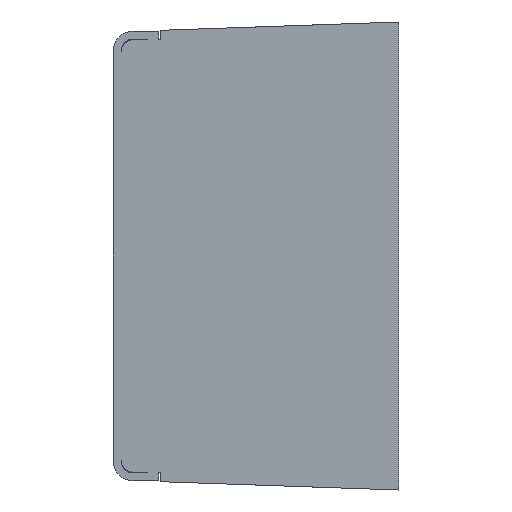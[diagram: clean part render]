
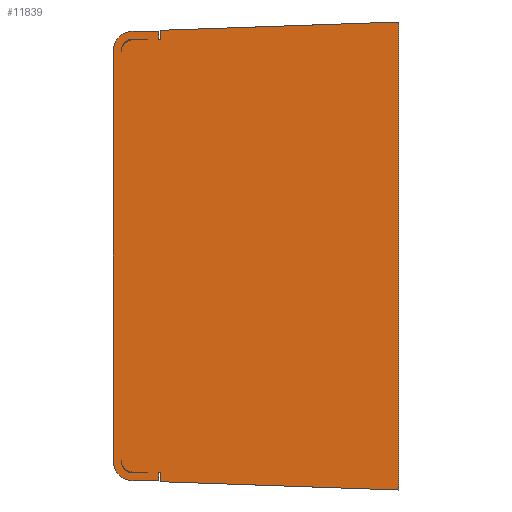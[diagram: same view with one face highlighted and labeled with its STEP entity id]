
A CAD part, left-side view. The second image highlights one B-rep face of the part: STEP entity #11839.
In plain terms, the highlighted planar face has unit normal (-1, 0, 0).
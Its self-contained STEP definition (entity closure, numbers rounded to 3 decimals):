
#1381=CARTESIAN_POINT('',(0.,69.998,-7.304));
#1382=CARTESIAN_POINT('',(0.,69.977,-6.99));
#1383=CARTESIAN_POINT('',(0.,69.843,-6.418));
#1384=CARTESIAN_POINT('',(0.,69.393,-5.614));
#1385=CARTESIAN_POINT('',(0.,68.727,-4.991));
#1386=CARTESIAN_POINT('',(0.,67.9,-4.591));
#1387=CARTESIAN_POINT('',(0.,67.31,-4.5));
#1388=CARTESIAN_POINT('',(0.,67.,-4.5));
#1390=DIRECTION('',(0.,-1.,0.));
#1391=VECTOR('',#1390,3.6);
#1392=CARTESIAN_POINT('',(0.,67.,-4.5));
#1393=LINE('',#1392,#1391);
#1394=DIRECTION('',(0.,1.,0.));
#1395=VECTOR('',#1394,3.);
#1396=CARTESIAN_POINT('',(0.,64.,-4.3));
#1397=LINE('',#1396,#1395);
#1398=CARTESIAN_POINT('',(0.,67.,-4.3));
#1399=CARTESIAN_POINT('',(0.,67.268,-4.3));
#1400=CARTESIAN_POINT('',(0.,67.783,-4.369));
#1401=CARTESIAN_POINT('',(0.,68.518,-4.672));
#1402=CARTESIAN_POINT('',(0.,69.146,-5.155));
#1403=CARTESIAN_POINT('',(0.,69.628,-5.782));
#1404=CARTESIAN_POINT('',(0.,69.932,-6.519));
#1405=CARTESIAN_POINT('',(0.,69.998,-7.029));
#1406=CARTESIAN_POINT('',(0.,69.998,-7.304));
#1408=DIRECTION('',(0.,1.,0.));
#1409=VECTOR('',#1408,0.673);
#1410=CARTESIAN_POINT('',(0.,60.,-113.5));
#1411=LINE('',#1410,#1409);
#1412=DIRECTION('',(0.,0.,-1.));
#1413=VECTOR('',#1412,1.5);
#1414=CARTESIAN_POINT('',(0.,60.5,-114.2));
#1415=LINE('',#1414,#1413);
#1416=DIRECTION('',(0.,1.,0.));
#1417=VECTOR('',#1416,6.5);
#1418=CARTESIAN_POINT('',(0.,60.5,-115.7));
#1419=LINE('',#1418,#1417);
#1420=CARTESIAN_POINT('',(0.,67.,-110.7));
#1421=DIRECTION('',(-1.,0.,0.));
#1422=DIRECTION('',(0.,1.,0.));
#1423=AXIS2_PLACEMENT_3D('',#1420,#1421,#1422);
#1425=DIRECTION('',(0.,0.,1.));
#1426=VECTOR('',#1425,103.4);
#1427=CARTESIAN_POINT('',(0.,72.,-110.7));
#1428=LINE('',#1427,#1426);
#1429=CARTESIAN_POINT('',(0.,67.,-7.3));
#1430=DIRECTION('',(-1.,0.,0.));
#1431=DIRECTION('',(0.,0.,1.));
#1432=AXIS2_PLACEMENT_3D('',#1429,#1430,#1431);
#1434=DIRECTION('',(0.,-1.,0.));
#1435=VECTOR('',#1434,6.5);
#1436=CARTESIAN_POINT('',(0.,67.,-2.3));
#1437=LINE('',#1436,#1435);
#1438=DIRECTION('',(0.,0.,-1.));
#1439=VECTOR('',#1438,1.5);
#1440=CARTESIAN_POINT('',(0.,60.5,-2.3));
#1441=LINE('',#1440,#1439);
#1442=DIRECTION('',(0.,-1.,0.));
#1443=VECTOR('',#1442,0.673);
#1444=CARTESIAN_POINT('',(0.,60.673,-4.5));
#1445=LINE('',#1444,#1443);
#1446=DIRECTION('',(0.,0.,1.));
#1447=VECTOR('',#1446,2.405);
#1448=CARTESIAN_POINT('',(0.,60.,-4.5));
#1449=LINE('',#1448,#1447);
#1450=DIRECTION('',(0.,-0.999,0.035));
#1451=VECTOR('',#1450,60.037);
#1452=CARTESIAN_POINT('',(0.,60.,-2.095));
#1453=LINE('',#1452,#1451);
#1454=DIRECTION('',(0.,0.,-1.));
#1455=VECTOR('',#1454,118.);
#1456=CARTESIAN_POINT('',(0.,0.,0.));
#1457=LINE('',#1456,#1455);
#1458=DIRECTION('',(0.,0.999,0.035));
#1459=VECTOR('',#1458,60.037);
#1460=CARTESIAN_POINT('',(0.,0.,-118.));
#1461=LINE('',#1460,#1459);
#1462=DIRECTION('',(0.,0.,1.));
#1463=VECTOR('',#1462,2.405);
#1464=CARTESIAN_POINT('',(0.,60.,-115.905));
#1465=LINE('',#1464,#1463);
#1466=CARTESIAN_POINT('',(0.,69.998,-110.696));
#1467=CARTESIAN_POINT('',(0.,69.998,-110.971));
#1468=CARTESIAN_POINT('',(0.,69.932,-111.481));
#1469=CARTESIAN_POINT('',(0.,69.628,-112.218));
#1470=CARTESIAN_POINT('',(0.,69.146,-112.845));
#1471=CARTESIAN_POINT('',(0.,68.518,-113.328));
#1472=CARTESIAN_POINT('',(0.,67.783,-113.631));
#1473=CARTESIAN_POINT('',(0.,67.268,-113.7));
#1474=CARTESIAN_POINT('',(0.,67.,-113.7));
#1476=DIRECTION('',(0.,1.,0.));
#1477=VECTOR('',#1476,3.);
#1478=CARTESIAN_POINT('',(0.,64.,-113.7));
#1479=LINE('',#1478,#1477);
#1480=DIRECTION('',(0.,1.,0.));
#1481=VECTOR('',#1480,3.6);
#1482=CARTESIAN_POINT('',(0.,63.4,-113.5));
#1483=LINE('',#1482,#1481);
#1484=CARTESIAN_POINT('',(0.,67.,-113.5));
#1485=CARTESIAN_POINT('',(0.,67.31,-113.5));
#1486=CARTESIAN_POINT('',(0.,67.9,-113.409));
#1487=CARTESIAN_POINT('',(0.,68.727,-113.009));
#1488=CARTESIAN_POINT('',(0.,69.393,-112.386));
#1489=CARTESIAN_POINT('',(0.,69.843,-111.582));
#1490=CARTESIAN_POINT('',(0.,69.977,-111.01));
#1491=CARTESIAN_POINT('',(0.,69.998,-110.696));
#1720=CARTESIAN_POINT('',(0.,62.,-114.2));
#1721=DIRECTION('',(-1.,0.,0.));
#1722=DIRECTION('',(0.,-1.,0.));
#1723=AXIS2_PLACEMENT_3D('',#1720,#1721,#1722);
#1733=CARTESIAN_POINT('',(0.,64.,-112.7));
#1734=DIRECTION('',(1.,0.,0.));
#1735=DIRECTION('',(0.,-0.6,-0.8));
#1736=AXIS2_PLACEMENT_3D('',#1733,#1734,#1735);
#1871=CARTESIAN_POINT('',(0.,62.,-3.8));
#1872=DIRECTION('',(-1.,0.,0.));
#1873=DIRECTION('',(0.,-0.884,-0.467));
#1874=AXIS2_PLACEMENT_3D('',#1871,#1872,#1873);
#1952=CARTESIAN_POINT('',(0.,64.,-5.3));
#1953=DIRECTION('',(1.,0.,0.));
#1954=DIRECTION('',(0.,0.,1.));
#1955=AXIS2_PLACEMENT_3D('',#1952,#1953,#1954);
#7855=CARTESIAN_POINT('',(0.,0.,0.));
#7856=CARTESIAN_POINT('',(0.,0.,-118.));
#7857=VERTEX_POINT('',#7855);
#7858=VERTEX_POINT('',#7856);
#7859=CARTESIAN_POINT('',(0.,60.,-115.905));
#7860=VERTEX_POINT('',#7859);
#7861=CARTESIAN_POINT('',(0.,60.,-113.5));
#7862=VERTEX_POINT('',#7861);
#7863=CARTESIAN_POINT('',(0.,60.,-4.5));
#7864=CARTESIAN_POINT('',(0.,60.,-2.095));
#7865=VERTEX_POINT('',#7863);
#7866=VERTEX_POINT('',#7864);
#7915=CARTESIAN_POINT('',(0.,67.,-4.5));
#7916=VERTEX_POINT('',#7915);
#7917=CARTESIAN_POINT('',(0.,67.,-113.5));
#7918=VERTEX_POINT('',#7917);
#8488=CARTESIAN_POINT('',(0.,60.5,-2.3));
#8490=VERTEX_POINT('',#8488);
#8492=CARTESIAN_POINT('',(0.,60.5,-115.7));
#8494=VERTEX_POINT('',#8492);
#8496=CARTESIAN_POINT('',(0.,72.,-110.7));
#8497=CARTESIAN_POINT('',(0.,67.,-115.7));
#8498=VERTEX_POINT('',#8496);
#8499=VERTEX_POINT('',#8497);
#8504=CARTESIAN_POINT('',(0.,67.,-2.3));
#8505=CARTESIAN_POINT('',(0.,72.,-7.3));
#8506=VERTEX_POINT('',#8504);
#8507=VERTEX_POINT('',#8505);
#8512=VERTEX_POINT('',#1466);
#8513=VERTEX_POINT('',#1474);
#8514=VERTEX_POINT('',#1398);
#8515=VERTEX_POINT('',#1406);
#8520=CARTESIAN_POINT('',(0.,60.5,-114.2));
#8522=VERTEX_POINT('',#8520);
#8524=CARTESIAN_POINT('',(0.,60.5,-3.8));
#8526=VERTEX_POINT('',#8524);
#8573=CARTESIAN_POINT('',(0.,64.,-113.7));
#8575=VERTEX_POINT('',#8573);
#8576=CARTESIAN_POINT('',(0.,64.,-4.3));
#8578=VERTEX_POINT('',#8576);
#8584=CARTESIAN_POINT('',(0.,60.673,-113.5));
#8586=VERTEX_POINT('',#8584);
#8602=CARTESIAN_POINT('',(0.,63.4,-113.5));
#8603=VERTEX_POINT('',#8602);
#8628=CARTESIAN_POINT('',(0.,63.4,-4.5));
#8629=VERTEX_POINT('',#8628);
#8636=CARTESIAN_POINT('',(0.,60.673,-4.5));
#8637=VERTEX_POINT('',#8636);
#11779=CARTESIAN_POINT('',(0.,0.,-59.));
#11780=DIRECTION('',(1.,0.,0.));
#11781=DIRECTION('',(0.,0.,-1.));
#11782=AXIS2_PLACEMENT_3D('',#11779,#11780,#11781);
#11783=PLANE('',#11782);
#11785=ORIENTED_EDGE('',*,*,#11784,.T.);
#11787=ORIENTED_EDGE('',*,*,#11786,.F.);
#11789=ORIENTED_EDGE('',*,*,#11788,.T.);
#11791=ORIENTED_EDGE('',*,*,#11790,.T.);
#11793=ORIENTED_EDGE('',*,*,#11792,.F.);
#11795=ORIENTED_EDGE('',*,*,#11794,.T.);
#11797=ORIENTED_EDGE('',*,*,#11796,.F.);
#11799=ORIENTED_EDGE('',*,*,#11798,.T.);
#11801=ORIENTED_EDGE('',*,*,#11800,.T.);
#11803=ORIENTED_EDGE('',*,*,#11802,.F.);
#11805=ORIENTED_EDGE('',*,*,#11804,.T.);
#11807=ORIENTED_EDGE('',*,*,#11806,.T.);
#11809=ORIENTED_EDGE('',*,*,#11808,.T.);
#11811=ORIENTED_EDGE('',*,*,#11810,.T.);
#11813=ORIENTED_EDGE('',*,*,#11812,.T.);
#11815=ORIENTED_EDGE('',*,*,#11814,.T.);
#11816=EDGE_LOOP('',(#11785,#11787,#11789,#11791,#11793,#11795,#11797,#11799,
#11801,#11803,#11805,#11807,#11809,#11811,#11813,#11815));
#11817=FACE_OUTER_BOUND('',#11816,.F.);
#11819=ORIENTED_EDGE('',*,*,#11818,.T.);
#11821=ORIENTED_EDGE('',*,*,#11820,.T.);
#11823=ORIENTED_EDGE('',*,*,#11822,.F.);
#11825=ORIENTED_EDGE('',*,*,#11824,.T.);
#11826=ORIENTED_EDGE('',*,*,#11580,.T.);
#11827=EDGE_LOOP('',(#11819,#11821,#11823,#11825,#11826));
#11828=FACE_BOUND('',#11827,.F.);
#11829=ORIENTED_EDGE('',*,*,#11672,.T.);
#11831=ORIENTED_EDGE('',*,*,#11830,.F.);
#11833=ORIENTED_EDGE('',*,*,#11832,.F.);
#11835=ORIENTED_EDGE('',*,*,#11834,.T.);
#11836=ORIENTED_EDGE('',*,*,#11756,.T.);
#11837=EDGE_LOOP('',(#11829,#11831,#11833,#11835,#11836));
#11838=FACE_BOUND('',#11837,.F.);
#11839=ADVANCED_FACE('',(#11817,#11828,#11838),#11783,.F.);
#1389=B_SPLINE_CURVE_WITH_KNOTS('',3,(#1381,#1382,#1383,#1384,#1385,#1386,#1387,
#1388),.UNSPECIFIED.,.F.,.F.,(4,1,1,1,1,4),(0.,0.2,0.4,0.6,0.8,1.),
.UNSPECIFIED.);
#1407=B_SPLINE_CURVE_WITH_KNOTS('',3,(#1398,#1399,#1400,#1401,#1402,#1403,#1404,
#1405,#1406),.UNSPECIFIED.,.F.,.F.,(4,1,1,1,1,1,4),(0.,0.167,
0.333,0.5,0.667,0.833,1.),
.UNSPECIFIED.);
#1424=CIRCLE('',#1423,5.);
#1433=CIRCLE('',#1432,5.);
#1475=B_SPLINE_CURVE_WITH_KNOTS('',3,(#1466,#1467,#1468,#1469,#1470,#1471,#1472,
#1473,#1474),.UNSPECIFIED.,.F.,.F.,(4,1,1,1,1,1,4),(0.,0.167,
0.333,0.5,0.667,0.833,1.),
.UNSPECIFIED.);
#1492=B_SPLINE_CURVE_WITH_KNOTS('',3,(#1484,#1485,#1486,#1487,#1488,#1489,#1490,
#1491),.UNSPECIFIED.,.F.,.F.,(4,1,1,1,1,4),(0.,0.2,0.4,0.6,0.8,1.),
.UNSPECIFIED.);
#1724=CIRCLE('',#1723,1.5);
#1737=CIRCLE('',#1736,1.);
#1875=CIRCLE('',#1874,1.5);
#1956=CIRCLE('',#1955,1.);
#11580=EDGE_CURVE('',#8514,#8515,#1407,.T.);
#11672=EDGE_CURVE('',#8512,#8513,#1475,.T.);
#11756=EDGE_CURVE('',#7918,#8512,#1492,.T.);
#11784=EDGE_CURVE('',#7862,#8586,#1411,.T.);
#11786=EDGE_CURVE('',#8522,#8586,#1724,.T.);
#11788=EDGE_CURVE('',#8522,#8494,#1415,.T.);
#11790=EDGE_CURVE('',#8494,#8499,#1419,.T.);
#11792=EDGE_CURVE('',#8498,#8499,#1424,.T.);
#11794=EDGE_CURVE('',#8498,#8507,#1428,.T.);
#11796=EDGE_CURVE('',#8506,#8507,#1433,.T.);
#11798=EDGE_CURVE('',#8506,#8490,#1437,.T.);
#11800=EDGE_CURVE('',#8490,#8526,#1441,.T.);
#11802=EDGE_CURVE('',#8637,#8526,#1875,.T.);
#11804=EDGE_CURVE('',#8637,#7865,#1445,.T.);
#11806=EDGE_CURVE('',#7865,#7866,#1449,.T.);
#11808=EDGE_CURVE('',#7866,#7857,#1453,.T.);
#11810=EDGE_CURVE('',#7857,#7858,#1457,.T.);
#11812=EDGE_CURVE('',#7858,#7860,#1461,.T.);
#11814=EDGE_CURVE('',#7860,#7862,#1465,.T.);
#11818=EDGE_CURVE('',#8515,#7916,#1389,.T.);
#11820=EDGE_CURVE('',#7916,#8629,#1393,.T.);
#11822=EDGE_CURVE('',#8578,#8629,#1956,.T.);
#11824=EDGE_CURVE('',#8578,#8514,#1397,.T.);
#11830=EDGE_CURVE('',#8575,#8513,#1479,.T.);
#11832=EDGE_CURVE('',#8603,#8575,#1737,.T.);
#11834=EDGE_CURVE('',#8603,#7918,#1483,.T.);
